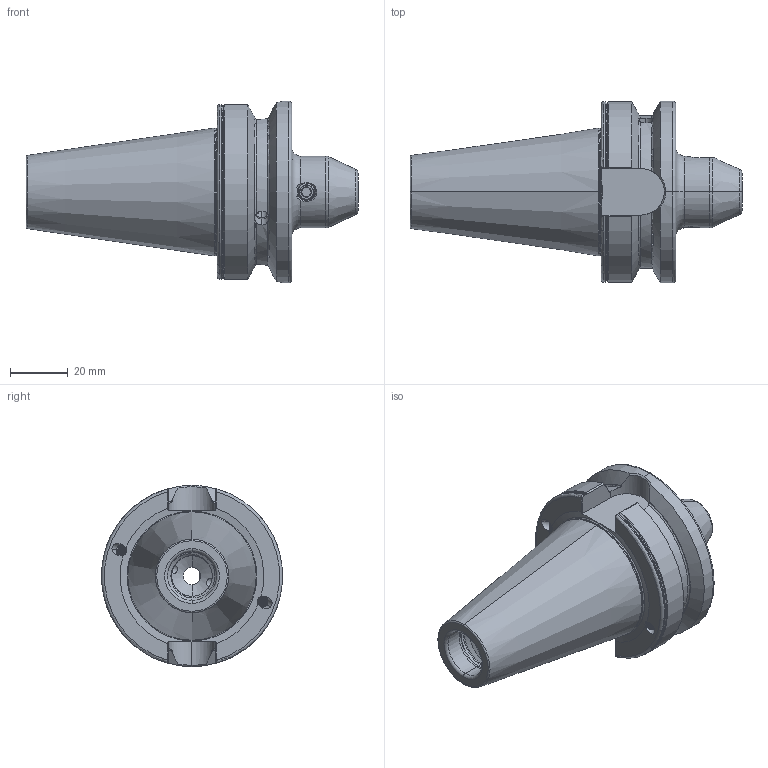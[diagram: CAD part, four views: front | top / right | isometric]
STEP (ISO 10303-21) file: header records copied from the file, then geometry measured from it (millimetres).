
FILE_DESCRIPTION (( 'STEP AP203' ), '1' );
FILE_NAME ('DC.406.04.06.STEP', '2017-10-18T02:07:33', ( '' ), ( '' ), 'SwSTEP 2.0', 'SolidWorks 2012', '' );
FILE_SCHEMA (( 'CONFIG_CONTROL_DESIGN' ));
Length unit declared in the file: millimetre
Products named in the file (3): DC.406.04.06; 側固6_M6x1_10L
Assembly tree (2 placements, depth 2):
  DC.406.04.06
    DC.406.04.06
    側固6_M6x1_10L
Bounding box: 115.4 x 63 x 63 mm (x, y, z)
Volume: 128734.2 mm3; surface area: 26669.4 mm2
Topology: 3 solids, 3 shells, 278 faces, 763 edges, 489 vertices
Faces by surface type: cylinder 126, plane 43, torus 40, cone 37, bspline 30, sphere 2
Entity records: 23222 total; most frequent: CARTESIAN_POINT 16837, ORIENTED_EDGE 1522, DIRECTION 1027, EDGE_CURVE 761, VERTEX_POINT 489, AXIS2_PLACEMENT_3D 415, EDGE_LOOP 290, FACE_OUTER_BOUND 278
